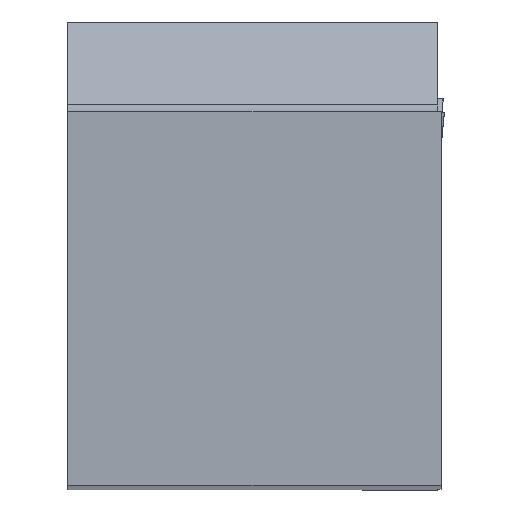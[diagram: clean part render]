
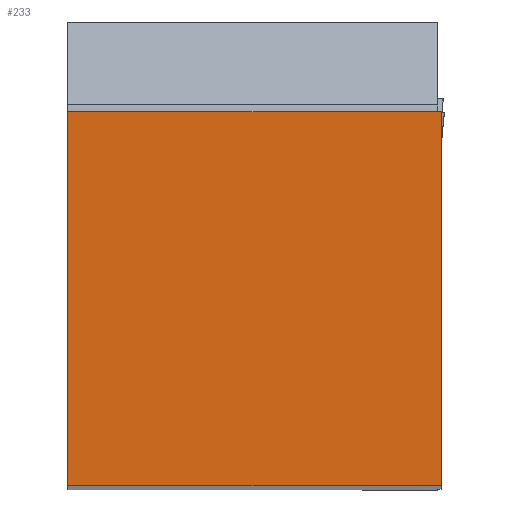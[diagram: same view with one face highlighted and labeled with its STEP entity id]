
A CAD part, top view. The second image highlights one B-rep face of the part: STEP entity #233.
In plain terms, the highlighted planar face has unit normal (0, 0, 1).
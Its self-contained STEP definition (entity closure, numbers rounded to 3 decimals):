
#233=ADVANCED_FACE('CU_BACK_SU1',(#358),#303,.F.);
#303=PLANE('',#1706);
#358=FACE_OUTER_BOUND('',#436,.T.);
#436=EDGE_LOOP('',(#632,#633,#634,#635));
#632=ORIENTED_EDGE('',*,*,#1133,.T.);
#633=ORIENTED_EDGE('',*,*,#1154,.F.);
#634=ORIENTED_EDGE('',*,*,#1162,.T.);
#635=ORIENTED_EDGE('',*,*,#1089,.T.);
#946=VERTEX_POINT('',#2166);
#947=VERTEX_POINT('',#2168);
#978=VERTEX_POINT('',#2288);
#991=VERTEX_POINT('',#2329);
#1089=EDGE_CURVE('',#947,#946,#1302,.T.);
#1133=EDGE_CURVE('',#946,#978,#1334,.T.);
#1154=EDGE_CURVE('',#991,#978,#1350,.T.);
#1162=EDGE_CURVE('',#991,#947,#1355,.T.);
#1302=LINE('',#2167,#1455);
#1334=LINE('',#2289,#1487);
#1350=LINE('',#2330,#1503);
#1355=LINE('',#2345,#1508);
#1455=VECTOR('',#1791,1.);
#1487=VECTOR('',#1861,1.);
#1503=VECTOR('',#1901,1.);
#1508=VECTOR('',#1924,1.);
#1706=AXIS2_PLACEMENT_3D('',#2346,#1925,#1926);
#1791=DIRECTION('',(0.,-1.,0.));
#1861=DIRECTION('',(1.,0.,0.));
#1901=DIRECTION('',(0.,-1.,0.));
#1924=DIRECTION('',(-1.,0.,0.));
#1925=DIRECTION('',(0.,0.,-1.));
#1926=DIRECTION('',(1.,0.,0.));
#2166=CARTESIAN_POINT('',(0.,0.,0.));
#2167=CARTESIAN_POINT('',(0.,35.9,0.));
#2168=CARTESIAN_POINT('',(0.,15.9,0.));
#2288=CARTESIAN_POINT('',(15.9,0.,0.));
#2289=CARTESIAN_POINT('',(-22.795,0.,0.));
#2329=CARTESIAN_POINT('',(15.9,15.9,0.));
#2330=CARTESIAN_POINT('',(15.9,35.9,0.));
#2345=CARTESIAN_POINT('',(-22.795,15.9,0.));
#2346=CARTESIAN_POINT('',(-22.795,35.9,0.));
